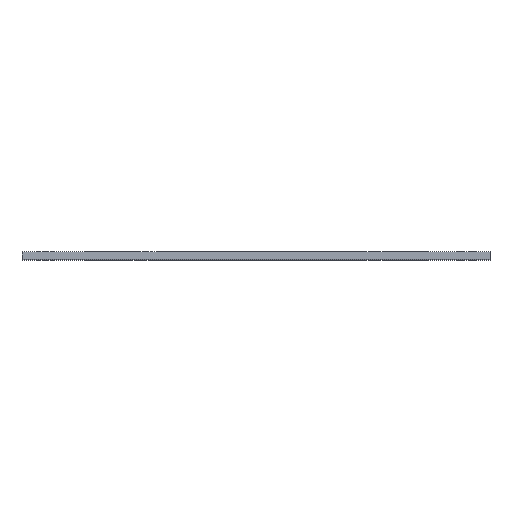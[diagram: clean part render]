
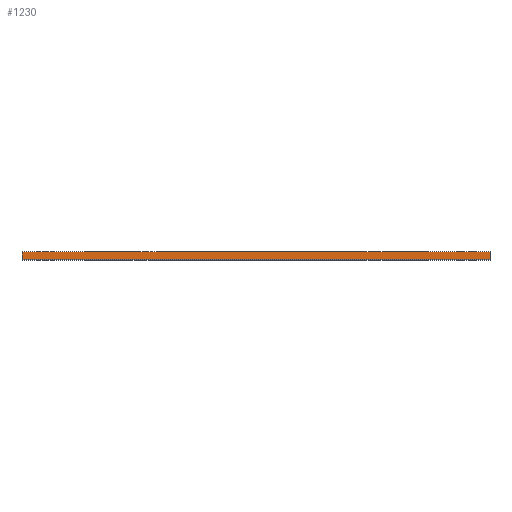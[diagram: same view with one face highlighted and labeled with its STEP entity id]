
A CAD part, top view. The second image highlights one B-rep face of the part: STEP entity #1230.
In plain terms, the highlighted planar face has unit normal (0, 0, 1).
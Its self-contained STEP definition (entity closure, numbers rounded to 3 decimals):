
#86=PLANE('',#1388);
#144=FACE_OUTER_BOUND('',#231,.T.);
#231=EDGE_LOOP('',(#1065,#1066,#1067,#1068));
#279=LINE('',#1804,#367);
#345=LINE('',#2083,#433);
#346=LINE('',#2085,#434);
#347=LINE('',#2086,#435);
#367=VECTOR('',#1435,10.);
#433=VECTOR('',#1743,10.);
#434=VECTOR('',#1744,10.);
#435=VECTOR('',#1745,10.);
#535=VERTEX_POINT('',#1800);
#537=VERTEX_POINT('',#1803);
#629=VERTEX_POINT('',#2082);
#630=VERTEX_POINT('',#2084);
#653=EDGE_CURVE('',#537,#535,#279,.T.);
#793=EDGE_CURVE('',#535,#629,#345,.T.);
#794=EDGE_CURVE('',#630,#629,#346,.T.);
#795=EDGE_CURVE('',#537,#630,#347,.T.);
#1065=ORIENTED_EDGE('',*,*,#653,.T.);
#1066=ORIENTED_EDGE('',*,*,#793,.T.);
#1067=ORIENTED_EDGE('',*,*,#794,.F.);
#1068=ORIENTED_EDGE('',*,*,#795,.F.);
#1230=ADVANCED_FACE('',(#144),#86,.T.);
#1388=AXIS2_PLACEMENT_3D('',#2081,#1741,#1742);
#1435=DIRECTION('',(1.,0.,0.));
#1741=DIRECTION('center_axis',(0.,0.,1.));
#1742=DIRECTION('ref_axis',(1.,0.,0.));
#1743=DIRECTION('',(0.,1.,0.));
#1744=DIRECTION('',(1.,0.,0.));
#1745=DIRECTION('',(0.,1.,0.));
#1800=CARTESIAN_POINT('',(-3.,0.,63.));
#1803=CARTESIAN_POINT('',(-63.,0.,63.));
#1804=CARTESIAN_POINT('',(-63.,0.,63.));
#2081=CARTESIAN_POINT('Origin',(-63.,0.,63.));
#2082=CARTESIAN_POINT('',(-3.,1.,63.));
#2083=CARTESIAN_POINT('',(-3.,0.,63.));
#2084=CARTESIAN_POINT('',(-63.,1.,63.));
#2085=CARTESIAN_POINT('',(-63.,1.,63.));
#2086=CARTESIAN_POINT('',(-63.,0.,63.));
